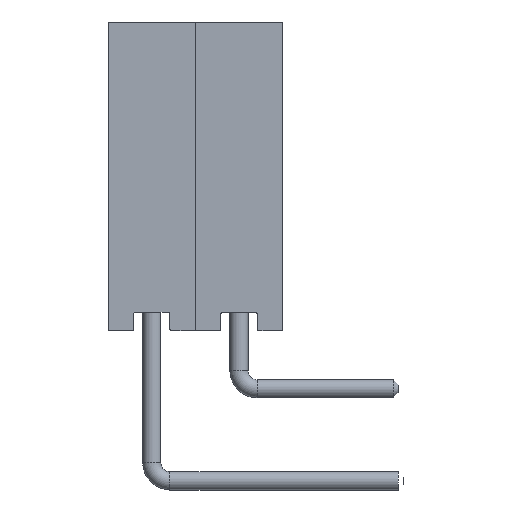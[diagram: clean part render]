
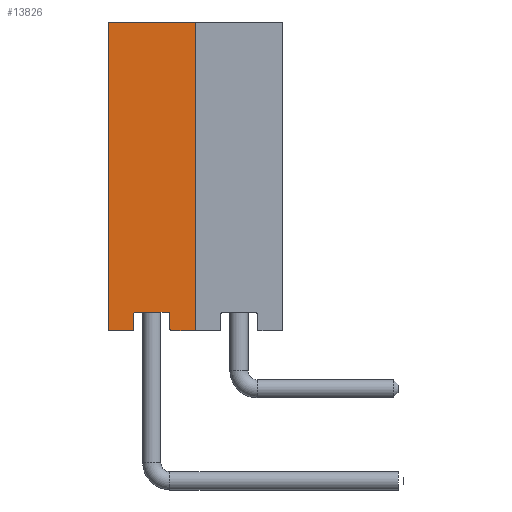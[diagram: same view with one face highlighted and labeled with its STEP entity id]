
A CAD part, left-side view. The second image highlights one B-rep face of the part: STEP entity #13826.
In plain terms, the highlighted planar face has unit normal (-1, 0, 0).
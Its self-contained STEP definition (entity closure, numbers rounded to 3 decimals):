
#751=PLANE('',#14823);
#1474=FACE_OUTER_BOUND('',#2372,.T.);
#2372=EDGE_LOOP('',(#9742,#9743,#9744,#9745,#9746,#9747,#9748,#9749,#9750,
#9751,#9752,#9753));
#3319=LINE('',#21486,#4455);
#3322=LINE('',#21492,#4458);
#3323=LINE('',#21496,#4459);
#3324=LINE('',#21500,#4460);
#3325=LINE('',#21504,#4461);
#3326=LINE('',#21506,#4462);
#3327=LINE('',#21508,#4463);
#3328=LINE('',#21509,#4464);
#4455=VECTOR('',#16688,10.);
#4458=VECTOR('',#16693,10.);
#4459=VECTOR('',#16696,10.);
#4460=VECTOR('',#16699,10.);
#4461=VECTOR('',#16702,10.);
#4462=VECTOR('',#16703,10.);
#4463=VECTOR('',#16704,10.);
#4464=VECTOR('',#16705,10.);
#5533=CIRCLE('',#14820,0.05);
#5535=CIRCLE('',#14824,0.05);
#5536=CIRCLE('',#14825,0.05);
#5537=CIRCLE('',#14826,0.05);
#6120=VERTEX_POINT('',#21476);
#6121=VERTEX_POINT('',#21477);
#6124=VERTEX_POINT('',#21485);
#6126=VERTEX_POINT('',#21491);
#6127=VERTEX_POINT('',#21493);
#6128=VERTEX_POINT('',#21495);
#6129=VERTEX_POINT('',#21497);
#6130=VERTEX_POINT('',#21499);
#6131=VERTEX_POINT('',#21501);
#6132=VERTEX_POINT('',#21503);
#6133=VERTEX_POINT('',#21505);
#6134=VERTEX_POINT('',#21507);
#7463=EDGE_CURVE('',#6120,#6121,#5533,.T.);
#7467=EDGE_CURVE('',#6121,#6124,#3319,.T.);
#7470=EDGE_CURVE('',#6120,#6126,#3322,.T.);
#7471=EDGE_CURVE('',#6127,#6126,#5535,.T.);
#7472=EDGE_CURVE('',#6127,#6128,#3323,.T.);
#7473=EDGE_CURVE('',#6129,#6128,#5536,.T.);
#7474=EDGE_CURVE('',#6129,#6130,#3324,.T.);
#7475=EDGE_CURVE('',#6131,#6130,#5537,.T.);
#7476=EDGE_CURVE('',#6132,#6131,#3325,.T.);
#7477=EDGE_CURVE('',#6132,#6133,#3326,.T.);
#7478=EDGE_CURVE('',#6134,#6133,#3327,.T.);
#7479=EDGE_CURVE('',#6124,#6134,#3328,.T.);
#9742=ORIENTED_EDGE('',*,*,#7463,.F.);
#9743=ORIENTED_EDGE('',*,*,#7470,.T.);
#9744=ORIENTED_EDGE('',*,*,#7471,.F.);
#9745=ORIENTED_EDGE('',*,*,#7472,.T.);
#9746=ORIENTED_EDGE('',*,*,#7473,.F.);
#9747=ORIENTED_EDGE('',*,*,#7474,.T.);
#9748=ORIENTED_EDGE('',*,*,#7475,.F.);
#9749=ORIENTED_EDGE('',*,*,#7476,.F.);
#9750=ORIENTED_EDGE('',*,*,#7477,.T.);
#9751=ORIENTED_EDGE('',*,*,#7478,.F.);
#9752=ORIENTED_EDGE('',*,*,#7479,.F.);
#9753=ORIENTED_EDGE('',*,*,#7467,.F.);
#13826=ADVANCED_FACE('',(#1474),#751,.T.);
#14820=AXIS2_PLACEMENT_3D('',#21478,#16680,#16681);
#14823=AXIS2_PLACEMENT_3D('',#21490,#16691,#16692);
#14824=AXIS2_PLACEMENT_3D('',#21494,#16694,#16695);
#14825=AXIS2_PLACEMENT_3D('',#21498,#16697,#16698);
#14826=AXIS2_PLACEMENT_3D('',#21502,#16700,#16701);
#16680=DIRECTION('center_axis',(1.,0.,0.));
#16681=DIRECTION('ref_axis',(0.,-0.707,-0.707));
#16688=DIRECTION('',(0.,1.,0.));
#16691=DIRECTION('center_axis',(-1.,0.,0.));
#16692=DIRECTION('ref_axis',(0.,-1.,0.));
#16693=DIRECTION('',(0.,0.,1.));
#16694=DIRECTION('center_axis',(-1.,0.,0.));
#16695=DIRECTION('ref_axis',(0.,0.707,0.707));
#16696=DIRECTION('',(0.,-1.,0.));
#16697=DIRECTION('center_axis',(-1.,0.,0.));
#16698=DIRECTION('ref_axis',(0.,-0.707,0.707));
#16699=DIRECTION('',(0.,0.,-1.));
#16700=DIRECTION('center_axis',(1.,0.,0.));
#16701=DIRECTION('ref_axis',(0.,0.707,-0.707));
#16702=DIRECTION('',(0.,1.,0.));
#16703=DIRECTION('',(0.,0.,1.));
#16704=DIRECTION('',(0.,-1.,0.));
#16705=DIRECTION('',(0.,0.,1.));
#21476=CARTESIAN_POINT('',(0.,1.7,0.05));
#21477=CARTESIAN_POINT('',(0.,1.75,0.));
#21478=CARTESIAN_POINT('Origin',(0.,1.75,0.05));
#21485=CARTESIAN_POINT('',(0.,2.4,0.));
#21486=CARTESIAN_POINT('',(0.,0.,0.));
#21490=CARTESIAN_POINT('Origin',(0.,2.4,0.));
#21491=CARTESIAN_POINT('',(0.,1.7,0.45));
#21492=CARTESIAN_POINT('',(0.,1.7,0.));
#21493=CARTESIAN_POINT('',(0.,1.65,0.5));
#21494=CARTESIAN_POINT('Origin',(0.,1.65,0.45));
#21495=CARTESIAN_POINT('',(0.,0.75,0.5));
#21496=CARTESIAN_POINT('',(0.,1.8,0.5));
#21497=CARTESIAN_POINT('',(0.,0.7,0.45));
#21498=CARTESIAN_POINT('Origin',(0.,0.75,0.45));
#21499=CARTESIAN_POINT('',(0.,0.7,0.05));
#21500=CARTESIAN_POINT('',(0.,0.7,0.));
#21501=CARTESIAN_POINT('',(0.,0.65,0.));
#21502=CARTESIAN_POINT('Origin',(0.,0.65,0.05));
#21503=CARTESIAN_POINT('',(0.,0.,0.));
#21504=CARTESIAN_POINT('',(0.,0.,0.));
#21505=CARTESIAN_POINT('',(0.,0.,8.5));
#21506=CARTESIAN_POINT('',(0.,0.,0.));
#21507=CARTESIAN_POINT('',(0.,2.4,8.5));
#21508=CARTESIAN_POINT('',(0.,0.,8.5));
#21509=CARTESIAN_POINT('',(0.,2.4,0.));
